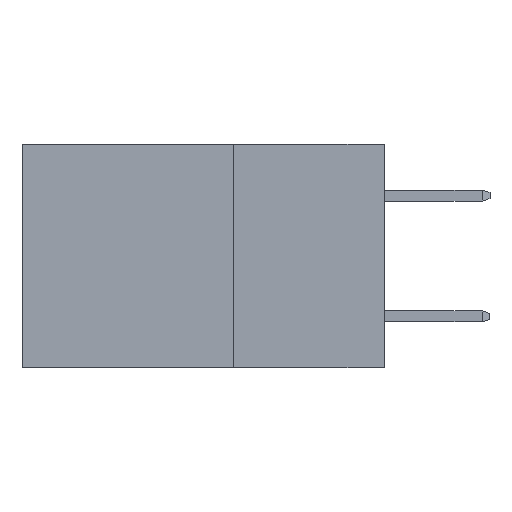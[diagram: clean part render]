
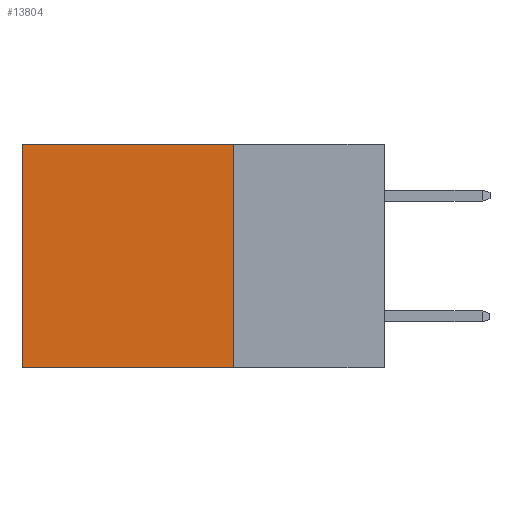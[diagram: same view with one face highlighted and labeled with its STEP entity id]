
A CAD part, left-side view. The second image highlights one B-rep face of the part: STEP entity #13804.
In plain terms, the highlighted planar face has unit normal (-1, 0, 0).
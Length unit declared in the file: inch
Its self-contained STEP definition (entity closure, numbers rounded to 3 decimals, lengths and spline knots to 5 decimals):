
#244 = VECTOR ( 'NONE', #15667, 39.37008 ) ;
#820 = FACE_OUTER_BOUND ( 'NONE', #9595, .T. ) ;
#863 = LINE ( 'NONE', #4467, #244 ) ;
#2262 = LINE ( 'NONE', #10239, #8377 ) ;
#4153 = DIRECTION ( 'NONE',  ( 0., 0., -1. ) ) ;
#4250 = VECTOR ( 'NONE', #4153, 39.37008 ) ;
#4467 = CARTESIAN_POINT ( 'NONE',  ( 0.298, 0.25, 0. ) ) ;
#4751 = VECTOR ( 'NONE', #5207, 39.37008 ) ;
#5207 = DIRECTION ( 'NONE',  ( 0., 0., -1. ) ) ;
#5257 = EDGE_CURVE ( 'NONE', #17093, #9870, #5319, .T. ) ;
#5319 = LINE ( 'NONE', #6102, #4751 ) ;
#5792 = PLANE ( 'NONE',  #20279 ) ;
#6030 = VERTEX_POINT ( 'NONE', #12107 ) ;
#6102 = CARTESIAN_POINT ( 'NONE',  ( 0.298, 0.25, 0. ) ) ;
#7238 = EDGE_CURVE ( 'NONE', #9870, #7267, #2262, .T. ) ;
#7267 = VERTEX_POINT ( 'NONE', #17796 ) ;
#7662 = DIRECTION ( 'NONE',  ( 0., 0., -1. ) ) ;
#8377 = VECTOR ( 'NONE', #23257, 39.37008 ) ;
#9595 = EDGE_LOOP ( 'NONE', ( #23253, #16219, #15976, #9984 ) ) ;
#9870 = VERTEX_POINT ( 'NONE', #18713 ) ;
#9984 = ORIENTED_EDGE ( 'NONE', *, *, #11316, .T. ) ;
#10239 = CARTESIAN_POINT ( 'NONE',  ( 0.298, 0.25, -0.37 ) ) ;
#11316 = EDGE_CURVE ( 'NONE', #17093, #6030, #863, .T. ) ;
#12107 = CARTESIAN_POINT ( 'NONE',  ( 0.298, 0.6, 0. ) ) ;
#13100 = CARTESIAN_POINT ( 'NONE',  ( 0.298, 0.25, 0. ) ) ;
#13804 = ADVANCED_FACE ( 'NONE', ( #820 ), #5792, .F. ) ;
#15667 = DIRECTION ( 'NONE',  ( 0., 1., 0. ) ) ;
#15976 = ORIENTED_EDGE ( 'NONE', *, *, #5257, .F. ) ;
#16219 = ORIENTED_EDGE ( 'NONE', *, *, #7238, .F. ) ;
#16557 = EDGE_CURVE ( 'NONE', #6030, #7267, #19122, .T. ) ;
#17024 = CARTESIAN_POINT ( 'NONE',  ( 0.298, 0.25, 0. ) ) ;
#17093 = VERTEX_POINT ( 'NONE', #13100 ) ;
#17215 = CARTESIAN_POINT ( 'NONE',  ( 0.298, 0.6, 0. ) ) ;
#17796 = CARTESIAN_POINT ( 'NONE',  ( 0.298, 0.6, -0.37 ) ) ;
#18713 = CARTESIAN_POINT ( 'NONE',  ( 0.298, 0.25, -0.37 ) ) ;
#18861 = DIRECTION ( 'NONE',  ( 1., 0., 0. ) ) ;
#19122 = LINE ( 'NONE', #17215, #4250 ) ;
#20279 = AXIS2_PLACEMENT_3D ( 'NONE', #17024, #18861, #7662 ) ;
#23253 = ORIENTED_EDGE ( 'NONE', *, *, #16557, .T. ) ;
#23257 = DIRECTION ( 'NONE',  ( 0., 1., 0. ) ) ;
